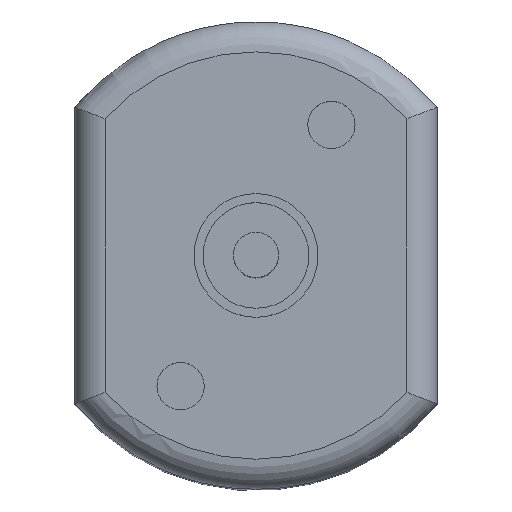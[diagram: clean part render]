
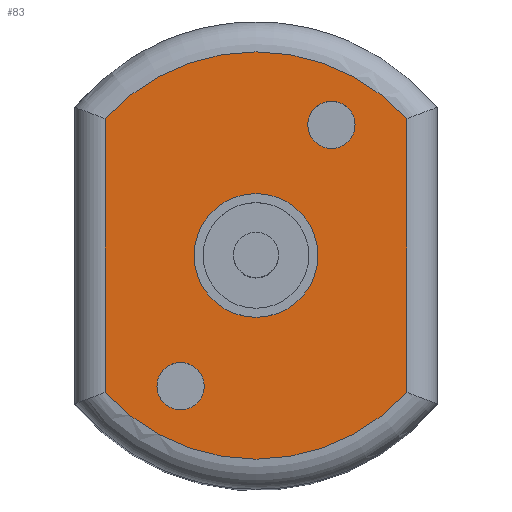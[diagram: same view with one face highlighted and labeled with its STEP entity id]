
A CAD part, top view. The second image highlights one B-rep face of the part: STEP entity #83.
In plain terms, the highlighted planar face has unit normal (0, 0, 1).
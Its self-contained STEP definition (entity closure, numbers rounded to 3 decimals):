
#83 = ADVANCED_FACE( '', ( #212, #213, #214, #215 ), #216, .T. );
#212 = FACE_OUTER_BOUND( '', #401, .T. );
#213 = FACE_BOUND( '', #402, .T. );
#214 = FACE_BOUND( '', #403, .T. );
#215 = FACE_BOUND( '', #404, .T. );
#216 = PLANE( '', #405 );
#401 = EDGE_LOOP( '', ( #596, #597, #598, #599 ) );
#402 = EDGE_LOOP( '', ( #600 ) );
#403 = EDGE_LOOP( '', ( #601 ) );
#404 = EDGE_LOOP( '', ( #602 ) );
#405 = AXIS2_PLACEMENT_3D( '', #603, #604, #605 );
#596 = ORIENTED_EDGE( '', *, *, #1015, .T. );
#597 = ORIENTED_EDGE( '', *, *, #1016, .T. );
#598 = ORIENTED_EDGE( '', *, *, #1017, .T. );
#599 = ORIENTED_EDGE( '', *, *, #1018, .T. );
#600 = ORIENTED_EDGE( '', *, *, #1010, .T. );
#601 = ORIENTED_EDGE( '', *, *, #1019, .T. );
#602 = ORIENTED_EDGE( '', *, *, #1020, .F. );
#603 = CARTESIAN_POINT( '', ( 2.05, 0., 27.5 ) );
#604 = DIRECTION( '', ( 0., 0., 1. ) );
#605 = DIRECTION( '', ( 1., 0., 0. ) );
#1010 = EDGE_CURVE( '', #1180, #1180, #1181, .T. );
#1015 = EDGE_CURVE( '', #1188, #1189, #1190, .F. );
#1016 = EDGE_CURVE( '', #1189, #1191, #1192, .T. );
#1017 = EDGE_CURVE( '', #1191, #1193, #1194, .F. );
#1018 = EDGE_CURVE( '', #1193, #1188, #1195, .T. );
#1019 = EDGE_CURVE( '', #1196, #1196, #1197, .T. );
#1020 = EDGE_CURVE( '', #1198, #1198, #1199, .T. );
#1180 = VERTEX_POINT( '', #1421 );
#1181 = CIRCLE( '', #1422, 0.784 );
#1188 = VERTEX_POINT( '', #1429 );
#1189 = VERTEX_POINT( '', #1430 );
#1190 = LINE( '', #1431, #1432 );
#1191 = VERTEX_POINT( '', #1433 );
#1192 = CIRCLE( '', #1434, 6.75 );
#1193 = VERTEX_POINT( '', #1435 );
#1194 = LINE( '', #1436, #1437 );
#1195 = CIRCLE( '', #1438, 6.75 );
#1196 = VERTEX_POINT( '', #1439 );
#1197 = CIRCLE( '', #1440, 0.784 );
#1198 = VERTEX_POINT( '', #1441 );
#1199 = CIRCLE( '', #1442, 2.05 );
#1421 = CARTESIAN_POINT( '', ( -2.5, -5.114, 27.5 ) );
#1422 = AXIS2_PLACEMENT_3D( '', #1759, #1760, #1761 );
#1429 = CARTESIAN_POINT( '', ( 5., -4.535, 27.5 ) );
#1430 = CARTESIAN_POINT( '', ( 5., 4.535, 27.5 ) );
#1431 = CARTESIAN_POINT( '', ( 5., 4.905, 27.5 ) );
#1432 = VECTOR( '', #1768, 1000. );
#1433 = CARTESIAN_POINT( '', ( -5., 4.535, 27.5 ) );
#1434 = AXIS2_PLACEMENT_3D( '', #1769, #1770, #1771 );
#1435 = CARTESIAN_POINT( '', ( -5., -4.535, 27.5 ) );
#1436 = CARTESIAN_POINT( '', ( -5., -4.905, 27.5 ) );
#1437 = VECTOR( '', #1772, 1000. );
#1438 = AXIS2_PLACEMENT_3D( '', #1773, #1774, #1775 );
#1439 = CARTESIAN_POINT( '', ( 2.5, 3.547, 27.5 ) );
#1440 = AXIS2_PLACEMENT_3D( '', #1776, #1777, #1778 );
#1441 = CARTESIAN_POINT( '', ( 2.05, 0., 27.5 ) );
#1442 = AXIS2_PLACEMENT_3D( '', #1779, #1780, #1781 );
#1759 = CARTESIAN_POINT( '', ( -2.5, -4.33, 27.5 ) );
#1760 = DIRECTION( '', ( 0., 0., -1. ) );
#1761 = DIRECTION( '', ( 0., -1., 0. ) );
#1768 = DIRECTION( '', ( 0., -1., 0. ) );
#1769 = CARTESIAN_POINT( '', ( 0., 0., 27.5 ) );
#1770 = DIRECTION( '', ( 0., 0., 1. ) );
#1771 = DIRECTION( '', ( 1., 0., 0. ) );
#1772 = DIRECTION( '', ( 0., 1., 0. ) );
#1773 = CARTESIAN_POINT( '', ( 0., 0., 27.5 ) );
#1774 = DIRECTION( '', ( 0., 0., 1. ) );
#1775 = DIRECTION( '', ( 1., 0., 0. ) );
#1776 = CARTESIAN_POINT( '', ( 2.5, 4.33, 27.5 ) );
#1777 = DIRECTION( '', ( 0., 0., -1. ) );
#1778 = DIRECTION( '', ( 0., -1., 0. ) );
#1779 = CARTESIAN_POINT( '', ( 0., 0., 27.5 ) );
#1780 = DIRECTION( '', ( 0., 0., 1. ) );
#1781 = DIRECTION( '', ( 1., 0., 0. ) );
